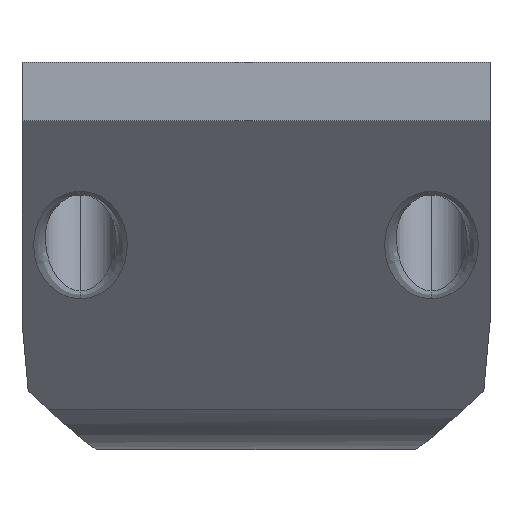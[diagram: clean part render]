
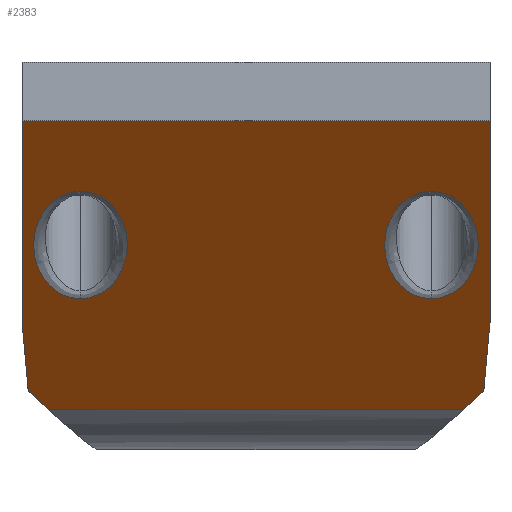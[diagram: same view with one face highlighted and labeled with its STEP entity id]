
A CAD part, left-side view. The second image highlights one B-rep face of the part: STEP entity #2383.
In plain terms, the highlighted planar face has unit normal (-0.754, 0, -0.657).
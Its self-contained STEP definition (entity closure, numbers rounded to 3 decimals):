
#17 = CARTESIAN_POINT ( 'NONE',  ( -39.254, -15., 2.907 ) ) ;
#52 = CARTESIAN_POINT ( 'NONE',  ( -39.254, -7., 2.907 ) ) ;
#80 = VERTEX_POINT ( 'NONE', #109 ) ;
#109 = CARTESIAN_POINT ( 'NONE',  ( -37.5, -20., 0.896 ) ) ;
#182 = DIRECTION ( 'NONE',  ( 0., 1., 0. ) ) ;
#186 = DIRECTION ( 'NONE',  ( 0.657, 0., -0.754 ) ) ;
#194 = EDGE_CURVE ( 'NONE', #2165, #301, #1558, .T. ) ;
#201 = VECTOR ( 'NONE', #488, 1000. ) ;
#240 = VERTEX_POINT ( 'NONE', #1738 ) ;
#255 = LINE ( 'NONE', #854, #2555 ) ;
#257 = VERTEX_POINT ( 'NONE', #1700 ) ;
#278 = ORIENTED_EDGE ( 'NONE', *, *, #503, .T. ) ;
#301 = VERTEX_POINT ( 'NONE', #2010 ) ;
#320 = FACE_OUTER_BOUND ( 'NONE', #1781, .T. ) ;
#337 = CARTESIAN_POINT ( 'NONE',  ( -47.254, -15., 12.083 ) ) ;
#340 = EDGE_CURVE ( 'NONE', #632, #2552, #2193, .T. ) ;
#341 = CARTESIAN_POINT ( 'NONE',  ( -47.254, 15., 12.083 ) ) ;
#361 = CARTESIAN_POINT ( 'NONE',  ( -52.5, -25., 18.1 ) ) ;
#448 = DIRECTION ( 'NONE',  ( 0., -1., 0. ) ) ;
#488 = DIRECTION ( 'NONE',  ( -0.657, 0., 0.754 ) ) ;
#503 = EDGE_CURVE ( 'NONE', #301, #1826, #504, .T. ) ;
#504 = LINE ( 'NONE', #1270, #2710 ) ;
#540 =( BOUNDED_CURVE ( )  B_SPLINE_CURVE ( 3, ( #2795, #2785, #1442, #341 ),
 .UNSPECIFIED., .F., .F. ) 
 B_SPLINE_CURVE_WITH_KNOTS ( ( 4, 4 ),
 ( 0., 3.142 ),
 .UNSPECIFIED. ) 
 CURVE ( )  GEOMETRIC_REPRESENTATION_ITEM ( )  RATIONAL_B_SPLINE_CURVE ( ( 1., 0.333, 0.333, 1. ) ) 
 REPRESENTATION_ITEM ( '' )  );
#571 = ORIENTED_EDGE ( 'NONE', *, *, #194, .T. ) ;
#573 = EDGE_CURVE ( 'NONE', #1382, #80, #2035, .T. ) ;
#626 = EDGE_CURVE ( 'NONE', #1826, #257, #2345, .T. ) ;
#632 = VERTEX_POINT ( 'NONE', #17 ) ;
#655 = CARTESIAN_POINT ( 'NONE',  ( -52.5, -25., 18.1 ) ) ;
#669 = ORIENTED_EDGE ( 'NONE', *, *, #2862, .T. ) ;
#710 = VECTOR ( 'NONE', #1913, 1000. ) ;
#731 = CARTESIAN_POINT ( 'NONE',  ( -30.989, 17.74, -6.572 ) ) ;
#777 = EDGE_LOOP ( 'NONE', ( #2800, #1340 ) ) ;
#799 = VECTOR ( 'NONE', #1906, 1000. ) ;
#806 =( BOUNDED_CURVE ( )  B_SPLINE_CURVE ( 3, ( #1279, #1268, #2149, #1259 ),
 .UNSPECIFIED., .F., .F. ) 
 B_SPLINE_CURVE_WITH_KNOTS ( ( 4, 4 ),
 ( 3.142, 6.283 ),
 .UNSPECIFIED. ) 
 CURVE ( )  GEOMETRIC_REPRESENTATION_ITEM ( )  RATIONAL_B_SPLINE_CURVE ( ( 1., 0.333, 0.333, 1. ) ) 
 REPRESENTATION_ITEM ( '' )  );
#854 = CARTESIAN_POINT ( 'NONE',  ( -52.5, 20., 18.1 ) ) ;
#888 = ORIENTED_EDGE ( 'NONE', *, *, #892, .T. ) ;
#892 = EDGE_CURVE ( 'NONE', #1228, #240, #540, .T. ) ;
#895 = AXIS2_PLACEMENT_3D ( 'NONE', #655, #2406, #1972 ) ;
#906 = FACE_BOUND ( 'NONE', #777, .T. ) ;
#911 = LINE ( 'NONE', #2731, #201 ) ;
#1046 = DIRECTION ( 'NONE',  ( 0.656, -0.068, -0.752 ) ) ;
#1049 = ORIENTED_EDGE ( 'NONE', *, *, #573, .T. ) ;
#1061 = FACE_BOUND ( 'NONE', #1904, .T. ) ;
#1163 = VECTOR ( 'NONE', #448, 1000. ) ;
#1164 = CARTESIAN_POINT ( 'NONE',  ( -47.254, -15., 12.083 ) ) ;
#1228 = VERTEX_POINT ( 'NONE', #2742 ) ;
#1248 = EDGE_CURVE ( 'NONE', #80, #1322, #911, .T. ) ;
#1259 = CARTESIAN_POINT ( 'NONE',  ( -39.254, 15., 2.907 ) ) ;
#1268 = CARTESIAN_POINT ( 'NONE',  ( -47.254, 7., 12.083 ) ) ;
#1270 = CARTESIAN_POINT ( 'NONE',  ( -29.978, 16.469, -7.731 ) ) ;
#1279 = CARTESIAN_POINT ( 'NONE',  ( -47.254, 15., 12.083 ) ) ;
#1283 = CARTESIAN_POINT ( 'NONE',  ( -39.254, -23., 2.907 ) ) ;
#1322 = VERTEX_POINT ( 'NONE', #1821 ) ;
#1340 = ORIENTED_EDGE ( 'NONE', *, *, #2386, .T. ) ;
#1369 = ORIENTED_EDGE ( 'NONE', *, *, #2699, .T. ) ;
#1370 = CARTESIAN_POINT ( 'NONE',  ( -37.5, 20., 0.896 ) ) ;
#1382 = VERTEX_POINT ( 'NONE', #1862 ) ;
#1442 = CARTESIAN_POINT ( 'NONE',  ( -47.254, 23., 12.083 ) ) ;
#1475 = VECTOR ( 'NONE', #1046, 1000. ) ;
#1509 = CARTESIAN_POINT ( 'NONE',  ( -52.654, -21.581, 18.277 ) ) ;
#1515 = CARTESIAN_POINT ( 'NONE',  ( -47.254, -23., 12.083 ) ) ;
#1556 = CARTESIAN_POINT ( 'NONE',  ( -39.254, -15., 2.907 ) ) ;
#1558 = LINE ( 'NONE', #1718, #1475 ) ;
#1574 = VERTEX_POINT ( 'NONE', #1909 ) ;
#1687 = ORIENTED_EDGE ( 'NONE', *, *, #626, .T. ) ;
#1700 = CARTESIAN_POINT ( 'NONE',  ( -30.989, -17.74, -6.572 ) ) ;
#1718 = CARTESIAN_POINT ( 'NONE',  ( -50.411, 21.347, 15.704 ) ) ;
#1738 = CARTESIAN_POINT ( 'NONE',  ( -47.254, 15., 12.083 ) ) ;
#1781 = EDGE_LOOP ( 'NONE', ( #571, #278, #1687, #1369, #1049, #2362, #669, #2062 ) ) ;
#1821 = CARTESIAN_POINT ( 'NONE',  ( -52.5, -20., 18.1 ) ) ;
#1826 = VERTEX_POINT ( 'NONE', #731 ) ;
#1862 = CARTESIAN_POINT ( 'NONE',  ( -32.359, -19.464, -5. ) ) ;
#1867 = CARTESIAN_POINT ( 'NONE',  ( -46.113, -36.76, 10.775 ) ) ;
#1882 = LINE ( 'NONE', #361, #2735 ) ;
#1904 = EDGE_LOOP ( 'NONE', ( #888, #1964 ) ) ;
#1906 = DIRECTION ( 'NONE',  ( -0.507, -0.637, 0.581 ) ) ;
#1909 = CARTESIAN_POINT ( 'NONE',  ( -52.5, 20., 18.1 ) ) ;
#1913 = DIRECTION ( 'NONE',  ( -0.656, -0.068, 0.752 ) ) ;
#1932 =( BOUNDED_CURVE ( )  B_SPLINE_CURVE ( 3, ( #337, #1515, #1283, #1556 ),
 .UNSPECIFIED., .F., .F. ) 
 B_SPLINE_CURVE_WITH_KNOTS ( ( 4, 4 ),
 ( 3.142, 6.283 ),
 .UNSPECIFIED. ) 
 CURVE ( )  GEOMETRIC_REPRESENTATION_ITEM ( )  RATIONAL_B_SPLINE_CURVE ( ( 1., 0.333, 0.333, 1. ) ) 
 REPRESENTATION_ITEM ( '' )  );
#1964 = ORIENTED_EDGE ( 'NONE', *, *, #2813, .T. ) ;
#1972 = DIRECTION ( 'NONE',  ( -0.657, 0., 0.754 ) ) ;
#2010 = CARTESIAN_POINT ( 'NONE',  ( -32.359, 19.464, -5. ) ) ;
#2035 = LINE ( 'NONE', #1509, #710 ) ;
#2043 = CARTESIAN_POINT ( 'NONE',  ( -39.254, -15., 2.907 ) ) ;
#2062 = ORIENTED_EDGE ( 'NONE', *, *, #2409, .T. ) ;
#2149 = CARTESIAN_POINT ( 'NONE',  ( -39.254, 7., 2.907 ) ) ;
#2165 = VERTEX_POINT ( 'NONE', #1370 ) ;
#2193 =( BOUNDED_CURVE ( )  B_SPLINE_CURVE ( 3, ( #2043, #52, #2260, #2272 ),
 .UNSPECIFIED., .F., .T. ) 
 B_SPLINE_CURVE_WITH_KNOTS ( ( 4, 4 ),
 ( 0., 3.142 ),
 .UNSPECIFIED. ) 
 CURVE ( )  GEOMETRIC_REPRESENTATION_ITEM ( )  RATIONAL_B_SPLINE_CURVE ( ( 1., 0.333, 0.333, 1. ) ) 
 REPRESENTATION_ITEM ( '' )  );
#2260 = CARTESIAN_POINT ( 'NONE',  ( -47.254, -7., 12.083 ) ) ;
#2272 = CARTESIAN_POINT ( 'NONE',  ( -47.254, -15., 12.083 ) ) ;
#2345 = LINE ( 'NONE', #2445, #1163 ) ;
#2362 = ORIENTED_EDGE ( 'NONE', *, *, #1248, .T. ) ;
#2383 = ADVANCED_FACE ( 'NONE', ( #1061, #906, #320 ), #2884, .T. ) ;
#2386 = EDGE_CURVE ( 'NONE', #2552, #632, #1932, .T. ) ;
#2406 = DIRECTION ( 'NONE',  ( -0.754, 0., -0.657 ) ) ;
#2409 = EDGE_CURVE ( 'NONE', #1574, #2165, #255, .T. ) ;
#2445 = CARTESIAN_POINT ( 'NONE',  ( -30.989, -25., -6.572 ) ) ;
#2552 = VERTEX_POINT ( 'NONE', #1164 ) ;
#2553 = LINE ( 'NONE', #1867, #799 ) ;
#2555 = VECTOR ( 'NONE', #186, 1000. ) ;
#2699 = EDGE_CURVE ( 'NONE', #257, #1382, #2553, .T. ) ;
#2710 = VECTOR ( 'NONE', #2835, 1000. ) ;
#2731 = CARTESIAN_POINT ( 'NONE',  ( -52.5, -20., 18.1 ) ) ;
#2735 = VECTOR ( 'NONE', #182, 1000. ) ;
#2742 = CARTESIAN_POINT ( 'NONE',  ( -39.254, 15., 2.907 ) ) ;
#2785 = CARTESIAN_POINT ( 'NONE',  ( -39.254, 23., 2.907 ) ) ;
#2795 = CARTESIAN_POINT ( 'NONE',  ( -39.254, 15., 2.907 ) ) ;
#2800 = ORIENTED_EDGE ( 'NONE', *, *, #340, .T. ) ;
#2813 = EDGE_CURVE ( 'NONE', #240, #1228, #806, .T. ) ;
#2835 = DIRECTION ( 'NONE',  ( 0.507, -0.637, -0.581 ) ) ;
#2862 = EDGE_CURVE ( 'NONE', #1322, #1574, #1882, .T. ) ;
#2884 = PLANE ( 'NONE',  #895 ) ;
